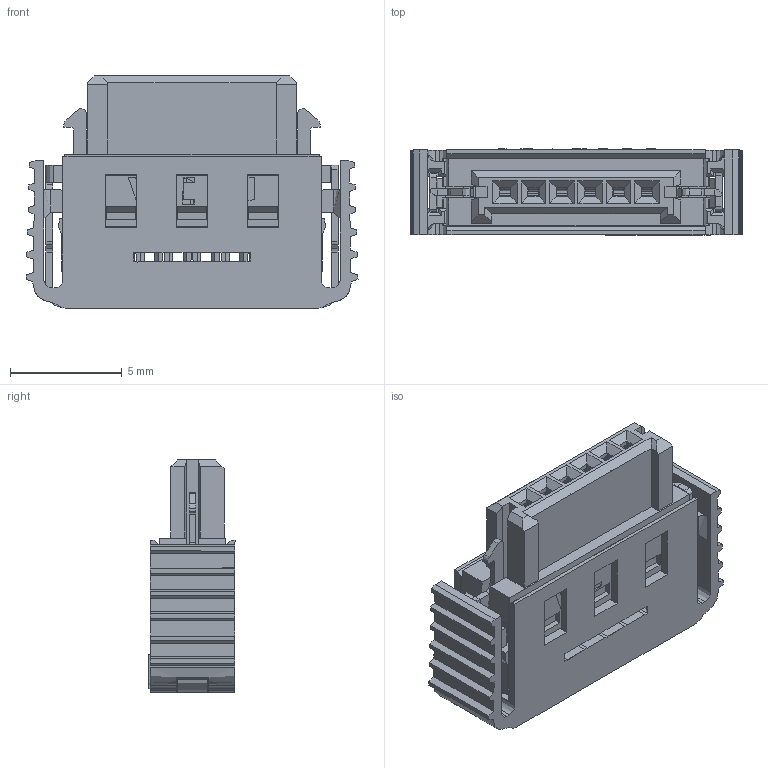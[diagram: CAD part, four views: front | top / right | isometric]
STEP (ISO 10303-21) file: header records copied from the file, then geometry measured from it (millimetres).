
FILE_DESCRIPTION( ('This file contains a STEP AP42 implementation' ,'as created by ZW3D STEP Interface translator.') ,'2;1' );
FILE_NAME( '3917-006RXXTM1WBT1.stp' ,'23 926.11 6 7', (''), ('ZWCAD Software Co.'), 'Version 1.0', 'ZW3D to STEP translator', '' );
FILE_SCHEMA(('AUTOMOTIVE_DESIGN { 1 0 10303 214 1 1 1 1 }'));
Length unit declared in the file: millimetre
Products named in the file (2): 0; 3917-006RXXTM1WBT1
Bounding box: 14.87 x 3.85 x 10.4 mm (x, y, z)
Volume: 310.9 mm3
Topology: 1 solids, 11 shells, 2022 faces, 5599 edges, 3607 vertices
Faces by surface type: plane 1406, cylinder 500, bspline 80, cone 36
Entity records: 79978 total; most frequent: CARTESIAN_POINT 26297, ORIENTED_EDGE 11242, DIRECTION 10049, EDGE_CURVE 5605, VECTOR 4283, LINE 4283, VERTEX_POINT 3611, AXIS2_PLACEMENT_3D 2883
